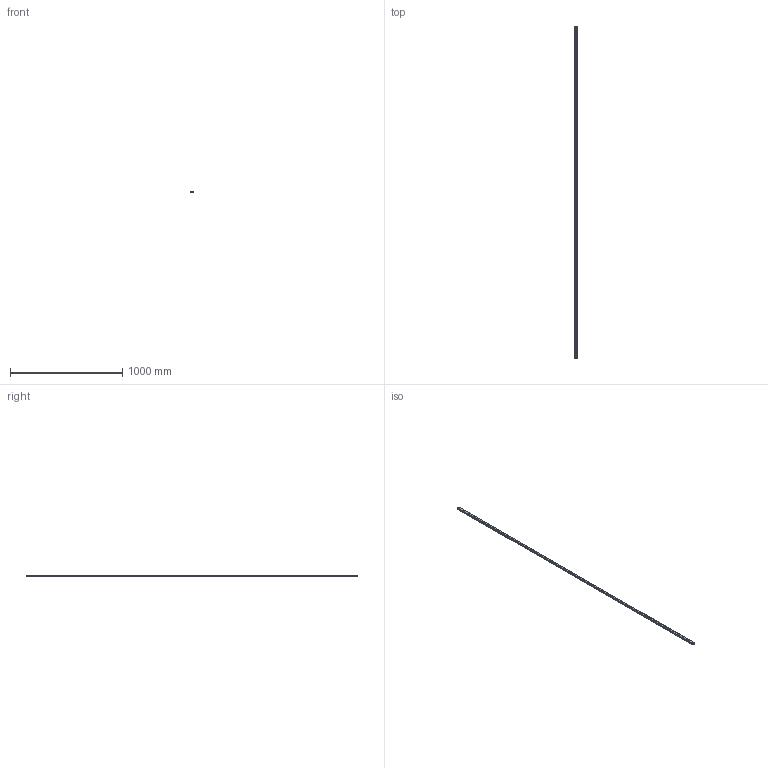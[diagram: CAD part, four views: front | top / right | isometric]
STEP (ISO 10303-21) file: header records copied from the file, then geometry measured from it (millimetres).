
FILE_DESCRIPTION(('STEP AP214'),'1');
FILE_NAME('cctmp_71270AD5-A477-4675-BA3B-E22A1811C23D_2021_02_03_14_11_47_0560..stp','2021-02-03T13:11:47',('HIWIN GmbH'),('CADClick - www.CADClick.com'),'Spatial InterOp 3D',' ','unknown authorization');
FILE_SCHEMA(('AUTOMOTIVE_DESIGN'));
Length unit declared in the file: millimetre
Products named in the file (1): EGR20R2960C_FILE
Bounding box: 20 x 2960 x 15.5 mm (x, y, z)
Volume: 793841.9 mm3; surface area: 236974.7 mm2
Topology: 1 solids, 1 shells, 703 faces, 1591 edges, 994 vertices
Faces by surface type: plane 385, cylinder 318
Entity records: 25449 total; most frequent: DIRECTION 3835, CARTESIAN_POINT 3289, ORIENTED_EDGE 3182, EDGE_CURVE 1591, AXIS2_PLACEMENT_3D 1540, VERTEX_POINT 994, EDGE_LOOP 807, LINE 755
